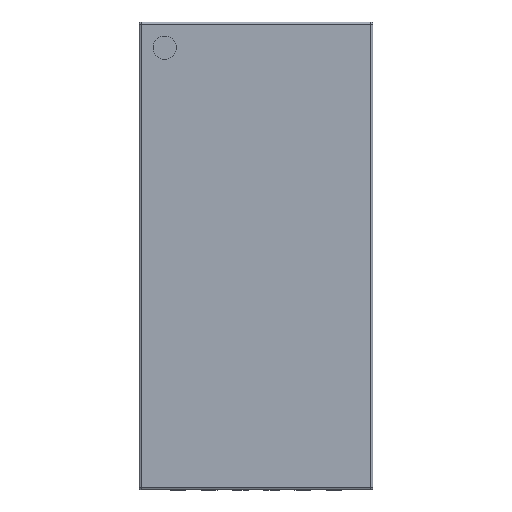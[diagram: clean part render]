
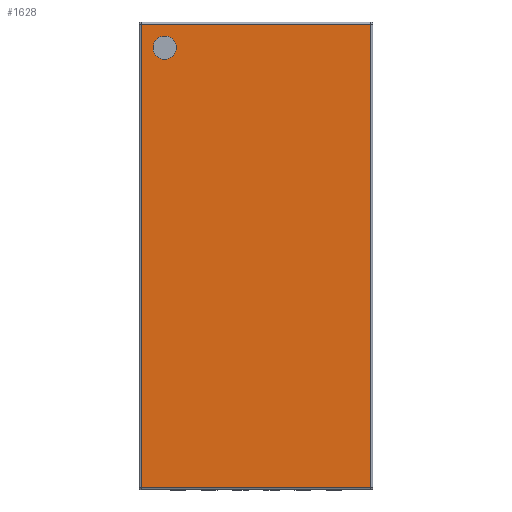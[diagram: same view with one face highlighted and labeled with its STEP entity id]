
A CAD part, top view. The second image highlights one B-rep face of the part: STEP entity #1628.
In plain terms, the highlighted planar face has unit normal (0, 0, 1).
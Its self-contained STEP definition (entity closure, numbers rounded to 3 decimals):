
#942 = VERTEX_POINT ( 'NONE', #8422 ) ;
#1370 = PLANE ( 'NONE',  #6626 ) ;
#1393 = DIRECTION ( 'NONE',  ( 0., 0., 1. ) ) ;
#1628 = ADVANCED_FACE ( 'NONE', ( #5804, #12354 ), #1370, .F. ) ;
#1918 = LINE ( 'NONE', #4538, #2195 ) ;
#2195 = VECTOR ( 'NONE', #3103, 1000. ) ;
#2534 = EDGE_CURVE ( 'NONE', #12474, #10659, #12249, .T. ) ;
#2561 = DIRECTION ( 'NONE',  ( 0., 0., 1. ) ) ;
#2939 = CARTESIAN_POINT ( 'NONE',  ( 0., -2.97, 0.775 ) ) ;
#3100 = CARTESIAN_POINT ( 'NONE',  ( 0., 0., 0.775 ) ) ;
#3103 = DIRECTION ( 'NONE',  ( 0., -1., 0. ) ) ;
#3783 = VECTOR ( 'NONE', #14903, 1000. ) ;
#3844 = EDGE_CURVE ( 'NONE', #6577, #942, #14028, .T. ) ;
#4017 = VERTEX_POINT ( 'NONE', #4427 ) ;
#4215 = CARTESIAN_POINT ( 'NONE',  ( -1.17, 2.67, 0.775 ) ) ;
#4427 = CARTESIAN_POINT ( 'NONE',  ( 1.47, -2.97, 0.775 ) ) ;
#4519 = ORIENTED_EDGE ( 'NONE', *, *, #17359, .T. ) ;
#4538 = CARTESIAN_POINT ( 'NONE',  ( -1.47, 0., 0.775 ) ) ;
#4763 = VERTEX_POINT ( 'NONE', #7889 ) ;
#5637 = CIRCLE ( 'NONE', #9698, 0.15 ) ;
#5804 = FACE_BOUND ( 'NONE', #15897, .T. ) ;
#5836 = DIRECTION ( 'NONE',  ( 1., 0., 0. ) ) ;
#6577 = VERTEX_POINT ( 'NONE', #8524 ) ;
#6626 = AXIS2_PLACEMENT_3D ( 'NONE', #3100, #14442, #13147 ) ;
#6925 = DIRECTION ( 'NONE',  ( 1., 0., 0. ) ) ;
#7740 = CARTESIAN_POINT ( 'NONE',  ( -1.47, 2.97, 0.775 ) ) ;
#7749 = EDGE_LOOP ( 'NONE', ( #4519, #13304, #9814, #15965 ) ) ;
#7889 = CARTESIAN_POINT ( 'NONE',  ( -1.47, -2.97, 0.775 ) ) ;
#8422 = CARTESIAN_POINT ( 'NONE',  ( -1.32, 2.67, 0.775 ) ) ;
#8501 = DIRECTION ( 'NONE',  ( 0., 1., 0. ) ) ;
#8524 = CARTESIAN_POINT ( 'NONE',  ( -1.02, 2.67, 0.775 ) ) ;
#8682 = ORIENTED_EDGE ( 'NONE', *, *, #3844, .F. ) ;
#8879 = LINE ( 'NONE', #14146, #14601 ) ;
#9698 = AXIS2_PLACEMENT_3D ( 'NONE', #4215, #1393, #6925 ) ;
#9814 = ORIENTED_EDGE ( 'NONE', *, *, #12059, .T. ) ;
#10391 = EDGE_CURVE ( 'NONE', #4763, #4017, #11200, .T. ) ;
#10659 = VERTEX_POINT ( 'NONE', #7740 ) ;
#10800 = CARTESIAN_POINT ( 'NONE',  ( 0., 2.97, 0.775 ) ) ;
#10812 = ORIENTED_EDGE ( 'NONE', *, *, #16990, .F. ) ;
#10882 = DIRECTION ( 'NONE',  ( 1., 0., 0. ) ) ;
#11200 = LINE ( 'NONE', #2939, #13689 ) ;
#12059 = EDGE_CURVE ( 'NONE', #4017, #12474, #8879, .T. ) ;
#12249 = LINE ( 'NONE', #10800, #3783 ) ;
#12354 = FACE_OUTER_BOUND ( 'NONE', #7749, .T. ) ;
#12474 = VERTEX_POINT ( 'NONE', #14001 ) ;
#13147 = DIRECTION ( 'NONE',  ( -1., 0., 0. ) ) ;
#13304 = ORIENTED_EDGE ( 'NONE', *, *, #10391, .T. ) ;
#13689 = VECTOR ( 'NONE', #5836, 1000. ) ;
#14001 = CARTESIAN_POINT ( 'NONE',  ( 1.47, 2.97, 0.775 ) ) ;
#14028 = CIRCLE ( 'NONE', #16600, 0.15 ) ;
#14146 = CARTESIAN_POINT ( 'NONE',  ( 1.47, 0., 0.775 ) ) ;
#14442 = DIRECTION ( 'NONE',  ( 0., 0., -1. ) ) ;
#14601 = VECTOR ( 'NONE', #8501, 1000. ) ;
#14903 = DIRECTION ( 'NONE',  ( -1., 0., 0. ) ) ;
#15897 = EDGE_LOOP ( 'NONE', ( #8682, #10812 ) ) ;
#15965 = ORIENTED_EDGE ( 'NONE', *, *, #2534, .T. ) ;
#16132 = CARTESIAN_POINT ( 'NONE',  ( -1.17, 2.67, 0.775 ) ) ;
#16600 = AXIS2_PLACEMENT_3D ( 'NONE', #16132, #2561, #10882 ) ;
#16990 = EDGE_CURVE ( 'NONE', #942, #6577, #5637, .T. ) ;
#17359 = EDGE_CURVE ( 'NONE', #10659, #4763, #1918, .T. ) ;
